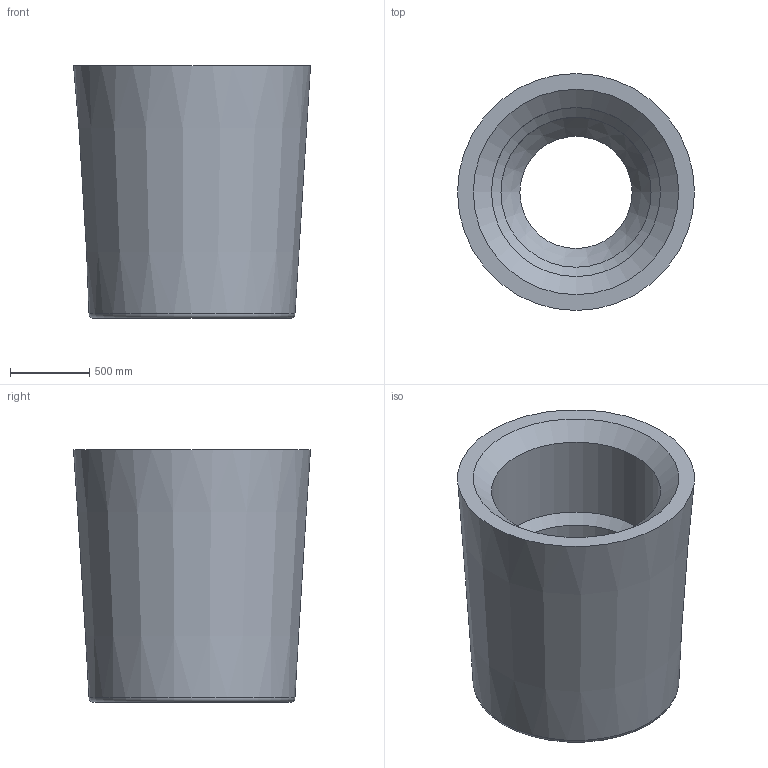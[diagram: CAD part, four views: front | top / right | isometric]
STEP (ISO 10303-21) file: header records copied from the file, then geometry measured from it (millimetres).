
FILE_DESCRIPTION(/* description */ (''),/* implementation_level */ '2;1');
FILE_NAME(/* name */ '19842.070X_3D.stp',/* time_stamp */ '2024-12-12T07:55:14+01:00',/* author */ ('CAD'),/* organization */ (''),/* preprocessor_version */ 'ST-DEVELOPER v20',/* originating_system */ 'AutoCAD Mechanical',/* authorisation */ '');
FILE_SCHEMA (('AUTOMOTIVE_DESIGN { 1 0 10303 214 3 1 1 }'));
Length unit declared in the file: centimetre
Products named in the file (2): Product; *S2
Assembly tree (1 placements, depth 2):
  Product
    *S2
Bounding box: 1500 x 1500 x 1600 mm (x, y, z)
Volume: 1230603291.7 mm3; surface area: 13705453.2 mm2
Topology: 1 solids, 1 shells, 12 faces, 22 edges, 13 vertices
Faces by surface type: cylinder 4, cone 4, plane 3, torus 1
Full cylindrical faces by diameter (mm): 710 x1, 850 x1, 950 x1, 1070 x1
Entity records: 347 total; most frequent: DIRECTION 66, CARTESIAN_POINT 50, ORIENTED_EDGE 44, AXIS2_PLACEMENT_3D 29, EDGE_CURVE 22, EDGE_LOOP 15, CIRCLE 14, VERTEX_POINT 13
